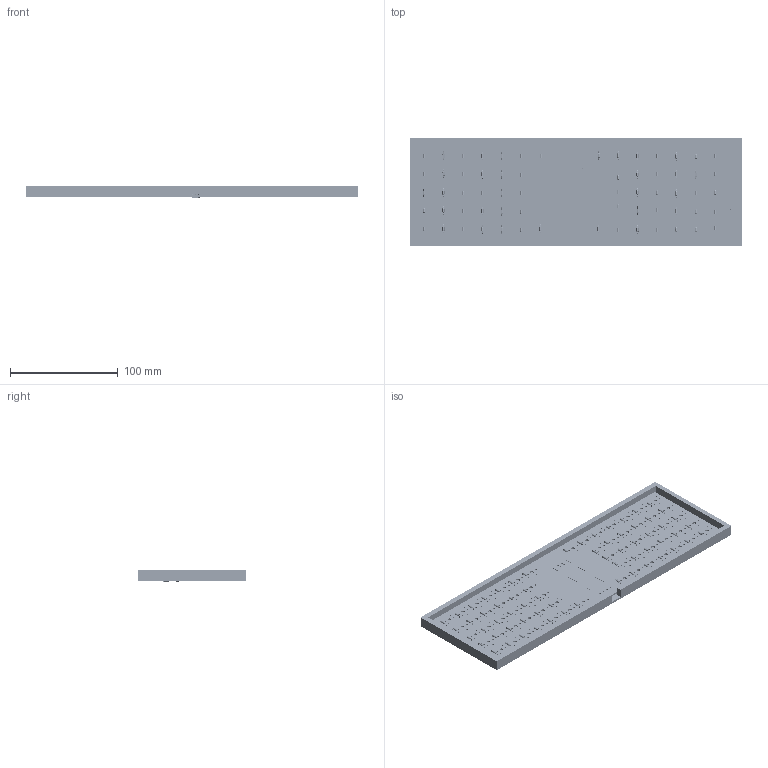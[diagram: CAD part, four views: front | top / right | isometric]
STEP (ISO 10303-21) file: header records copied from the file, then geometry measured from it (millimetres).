
FILE_DESCRIPTION(/* description */ (''),/* implementation_level */ '2;1');
FILE_NAME(/* name */ 'Klawiaturawithpcb.step',/* time_stamp */ '2025-11-11T17:52:18+01:00',/* author */ (''),/* organization */ (''),/* preprocessor_version */ 'ST-DEVELOPER v20.1',/* originating_system */ 'Autodesk Translation Framework v14.17.0.0',/* authorisation */ '');
FILE_SCHEMA (('AUTOMOTIVE_DESIGN { 1 0 10303 214 3 1 1 }'));
Length unit declared in the file: millimetre
Products named in the file (6): 2025-11-11-11-56-58-559; 2025-11-11-10-53-27-840; 2025-11-11-10-53-27-842; 2025-11-11-10-53-27-843; 2025-11-11-10-53-27-844; 2025-11-11-10-53-27-841
Assembly tree (68 placements, depth 4):
  2025-11-11-11-56-58-559
    2025-11-11-10-53-27-840
      2025-11-11-10-53-27-841  x64
      2025-11-11-10-53-27-842
        2025-11-11-10-53-27-843
      2025-11-11-10-53-27-844
Bounding box: 308 x 100 x 10.79 mm (x, y, z)
Volume: 132533.1 mm3; surface area: 137157.7 mm2
Topology: 131 solids, 131 shells, 2077 faces, 4941 edges, 3284 vertices
Faces by surface type: cylinder 1066, plane 753, torus 258
Full cylindrical faces by diameter (mm): 0.5 x192, 0.8 x128, 0.991 x64, 1 x83, 1.15 x4, 1.27 x128, 1.702 x128, 1.85 x2, 2 x128, 2.02 x64, 2.1 x4, 2.2 x2, 3.429 x64
Entity records: 40408 total; most frequent: DIRECTION 6995, CARTESIAN_POINT 6470, ORIENTED_EDGE 6354, EDGE_CURVE 3177, AXIS2_PLACEMENT_3D 2675, EDGE_LOOP 2315, VERTEX_POINT 2150, LINE 1645
